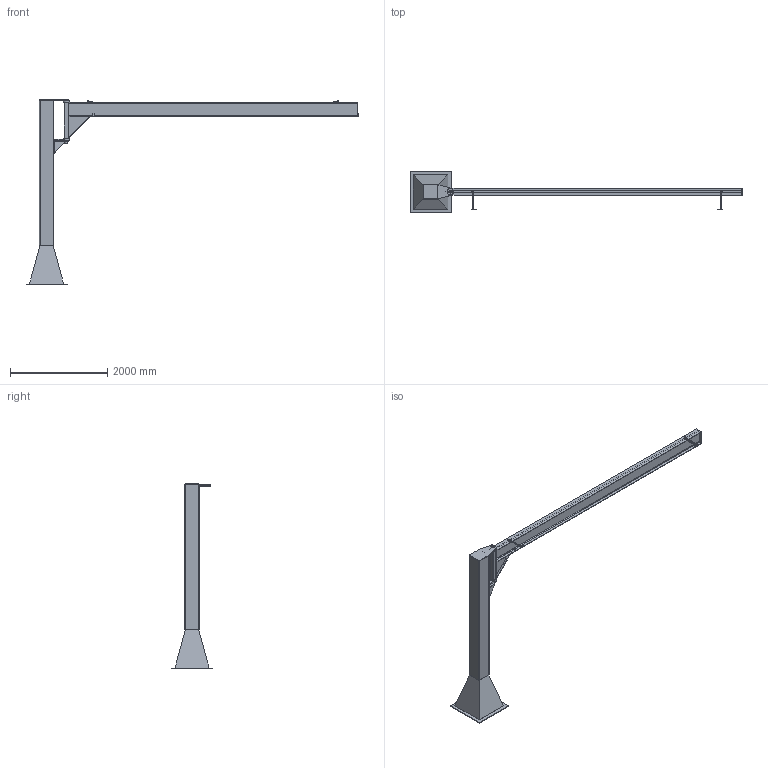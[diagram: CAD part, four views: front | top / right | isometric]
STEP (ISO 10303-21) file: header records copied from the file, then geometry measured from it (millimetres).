
FILE_DESCRIPTION(('STEP AP214'),'1');
FILE_NAME('LOKE PKL 500-6.stp','2018-02-07T12:29:47',(' '),(' '),'Spatial InterOp 3D',' ',' ');
FILE_SCHEMA(('automotive_design'));
Length unit declared in the file: millimetre
Products named in the file (61): L0500-6; Lagerbox V; KKR; Plattstång; Plåt; Vinkelstång; IPE300; B_rlinekomponenter; Hållare till Bärlinestag; Bärlinestag; Bolt Assembly; M6S M8x20; M6M M8; Bultf_rband; Skruv_gla; Skruvögla M8x60; PMH Pelarsvangkran Loke 500-6; Pelare V; Förstärkningsplåt V; Undre Fästöra V; Övre Fästöra V; Axel V; Axelkant V; Distansbricka V; Hylsa V; Bultf_rband M8x70; M6S M8x70; DIN_985 M8; Broms Pelare V; Bromsback V; Gängstång M10x150; M6M M10; Tryckfjäder Ø14/10,5, L=55; Pelare; Fot; Part3
Assembly tree (62 placements, depth 6):
  PMH Pelarsvangkran Loke 500-6
    L0500-6
      Lagerbox V
      (unnamed)
      KKR
      Plattstång
      Plåt
      Vinkelstång
      (unnamed)
      IPE300
      Plåt
      B_rlinekomponenter
        Hållare till Bärlinestag
        (unnamed)
        Bärlinestag
        (unnamed)
        Bultf_rband
          Bolt Assembly  x2
            M6S M8x20
            M6M M8
          Bolt Assembly
            M6S M8x20
            M6M M8
          Bolt Assembly
            M6S M8x20
            M6M M8
        Skruv_gla
          Skruvögla M8x60
          M6M M8  x2
        Skruv_gla
          Skruvögla M8x60
          M6M M8
          M6M M8
    Pelare V
      Förstärkningsplåt V
      Förstärkningsplåt V
      Undre Fästöra V
      Övre Fästöra V
      Axel V
        Axelkant V
        Axel V
        Distansbricka V
        Hylsa V
        Bultf_rband M8x70
          M6S M8x70
          DIN_985 M8
      Broms Pelare V
        Bromsback V
        Bolt Assembly
          Gängstång M10x150
          M6M M10
          M6M M10
          Tryckfjäder Ø14/10,5, L=55
        Bolt Assembly
          Gängstång M10x150
          M6M M10
          M6M M10
          Tryckfjäder Ø14/10,5, L=55
      Pelare
      Fot
Bounding box: 6832.4 x 845.7 x 3825 mm (x, y, z)
Volume: 525066010.5 mm3; surface area: 16246285 mm2
Topology: 49 solids, 49 shells, 626 faces, 1365 edges, 840 vertices
Faces by surface type: plane 324, cone 204, cylinder 86, bspline 10, revolution 2
Full cylindrical faces by diameter (mm): 4.5 x1, 7.28 x1, 8 x16, 8.5 x4, 9 x11, 10 x6, 11 x2, 13 x1, 40 x4, 40.5 x2, 55 x2, 56 x1, 132 x2
Entity records: 27061 total; most frequent: CARTESIAN_POINT 9860, DIRECTION 2409, ORIENTED_EDGE 2272, EDGE_CURVE 1136, AXIS2_PLACEMENT_3D 970, VERTEX_POINT 745, EDGE_LOOP 713, FACE_OUTER_BOUND 626
